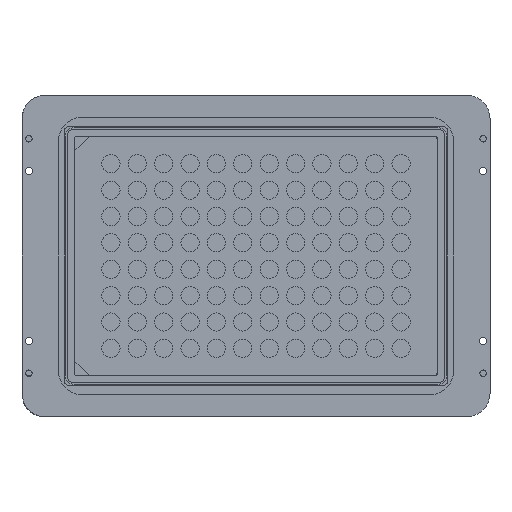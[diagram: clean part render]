
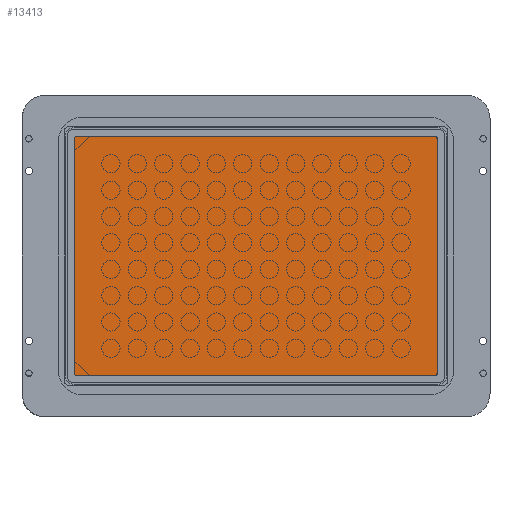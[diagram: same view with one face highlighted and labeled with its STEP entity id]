
A CAD part, front view. The second image highlights one B-rep face of the part: STEP entity #13413.
In plain terms, the highlighted planar face has unit normal (0, -1, 0).
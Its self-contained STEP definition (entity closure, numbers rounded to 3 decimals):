
#271 = DIRECTION ( 'NONE',  ( 0., 0., -1. ) ) ;
#1450 = VECTOR ( 'NONE', #271, 1000. ) ;
#2236 = DIRECTION ( 'NONE',  ( 0., 0., -1. ) ) ;
#2460 = LINE ( 'NONE', #18989, #22624 ) ;
#3829 = DIRECTION ( 'NONE',  ( 1., 0., 0. ) ) ;
#3988 = PLANE ( 'NONE',  #12243 ) ;
#5767 = VERTEX_POINT ( 'NONE', #16180 ) ;
#7128 = EDGE_CURVE ( 'NONE', #8437, #9615, #13854, .T. ) ;
#7591 = ORIENTED_EDGE ( 'NONE', *, *, #15194, .T. ) ;
#8189 = ORIENTED_EDGE ( 'NONE', *, *, #7128, .T. ) ;
#8437 = VERTEX_POINT ( 'NONE', #10763 ) ;
#9615 = VERTEX_POINT ( 'NONE', #16406 ) ;
#9663 = CARTESIAN_POINT ( 'NONE',  ( -62.8, 1.7, 41.875 ) ) ;
#10095 = ORIENTED_EDGE ( 'NONE', *, *, #16730, .T. ) ;
#10194 = VECTOR ( 'NONE', #22831, 1000. ) ;
#10232 = VECTOR ( 'NONE', #23701, 1000. ) ;
#10763 = CARTESIAN_POINT ( 'NONE',  ( -62.8, 1.7, 41.875 ) ) ;
#11269 = FACE_OUTER_BOUND ( 'NONE', #16617, .T. ) ;
#11623 = LINE ( 'NONE', #15540, #10194 ) ;
#12243 = AXIS2_PLACEMENT_3D ( 'NONE', #20494, #14818, #2236 ) ;
#12373 = LINE ( 'NONE', #19881, #10232 ) ;
#12796 = ORIENTED_EDGE ( 'NONE', *, *, #21148, .T. ) ;
#13413 = ADVANCED_FACE ( 'NONE', ( #11269 ), #3988, .T. ) ;
#13854 = LINE ( 'NONE', #9663, #1450 ) ;
#14818 = DIRECTION ( 'NONE',  ( 0., -1., 0. ) ) ;
#14879 = VERTEX_POINT ( 'NONE', #20515 ) ;
#15194 = EDGE_CURVE ( 'NONE', #14879, #5767, #12373, .T. ) ;
#15540 = CARTESIAN_POINT ( 'NONE',  ( 62.8, 1.7, 41.875 ) ) ;
#16180 = CARTESIAN_POINT ( 'NONE',  ( 62.8, 1.7, 41.875 ) ) ;
#16406 = CARTESIAN_POINT ( 'NONE',  ( -62.8, 1.7, -41.875 ) ) ;
#16617 = EDGE_LOOP ( 'NONE', ( #10095, #8189, #12796, #7591 ) ) ;
#16730 = EDGE_CURVE ( 'NONE', #5767, #8437, #11623, .T. ) ;
#18989 = CARTESIAN_POINT ( 'NONE',  ( -62.8, 1.7, -41.875 ) ) ;
#19881 = CARTESIAN_POINT ( 'NONE',  ( 62.8, 1.7, -41.875 ) ) ;
#20494 = CARTESIAN_POINT ( 'NONE',  ( 0., 1.7, 0. ) ) ;
#20515 = CARTESIAN_POINT ( 'NONE',  ( 62.8, 1.7, -41.875 ) ) ;
#21148 = EDGE_CURVE ( 'NONE', #9615, #14879, #2460, .T. ) ;
#22624 = VECTOR ( 'NONE', #3829, 1000. ) ;
#22831 = DIRECTION ( 'NONE',  ( -1., 0., 0. ) ) ;
#23701 = DIRECTION ( 'NONE',  ( 0., 0., 1. ) ) ;
